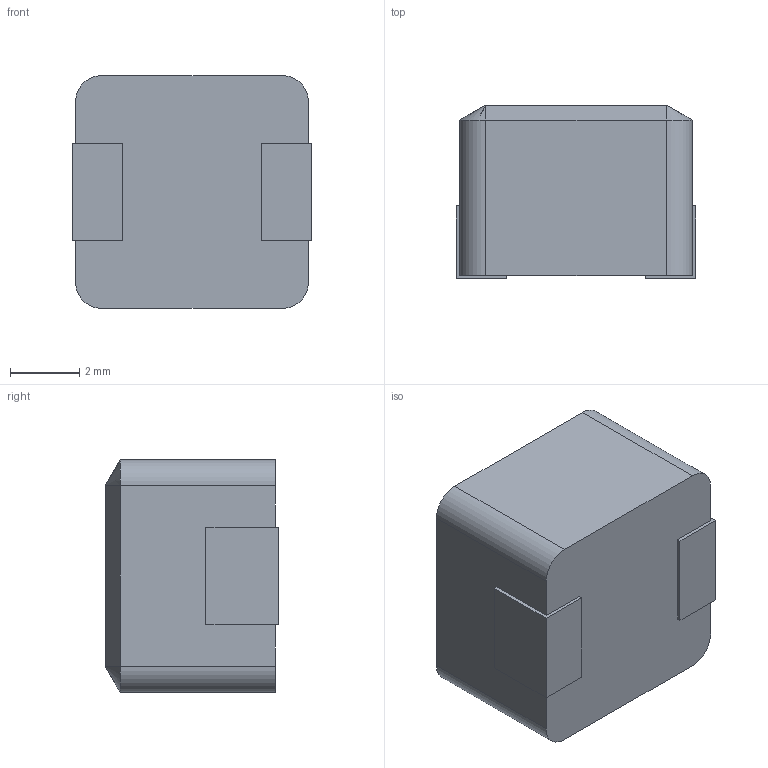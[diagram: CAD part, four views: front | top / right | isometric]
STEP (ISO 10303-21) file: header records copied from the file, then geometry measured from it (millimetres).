
FILE_DESCRIPTION (( 'STEP AP214' ), '1' );
FILE_NAME ('6.7x6.7mm Inductor 470.STEP', '2024-09-26T12:33:02', ( '' ), ( '' ), 'SwSTEP 2.0', 'SolidWorks 2021', '' );
FILE_SCHEMA (( 'AUTOMOTIVE_DESIGN' ));
Length unit declared in the file: millimetre
Products named in the file (1): 6.7x6.7mm Inductor 470
Bounding box: 6.9 x 5 x 6.7 mm (x, y, z)
Volume: 215.6 mm3; surface area: 209.4 mm2
Topology: 1 solids, 1 shells, 110 faces, 304 edges, 196 vertices
Faces by surface type: plane 80, bspline 22, cylinder 4, cone 4
Entity records: 4202 total; most frequent: CARTESIAN_POINT 1183, ORIENTED_EDGE 600, DIRECTION 441, EDGE_CURVE 300, LINE 247, VECTOR 247, VERTEX_POINT 196, EDGE_LOOP 114
